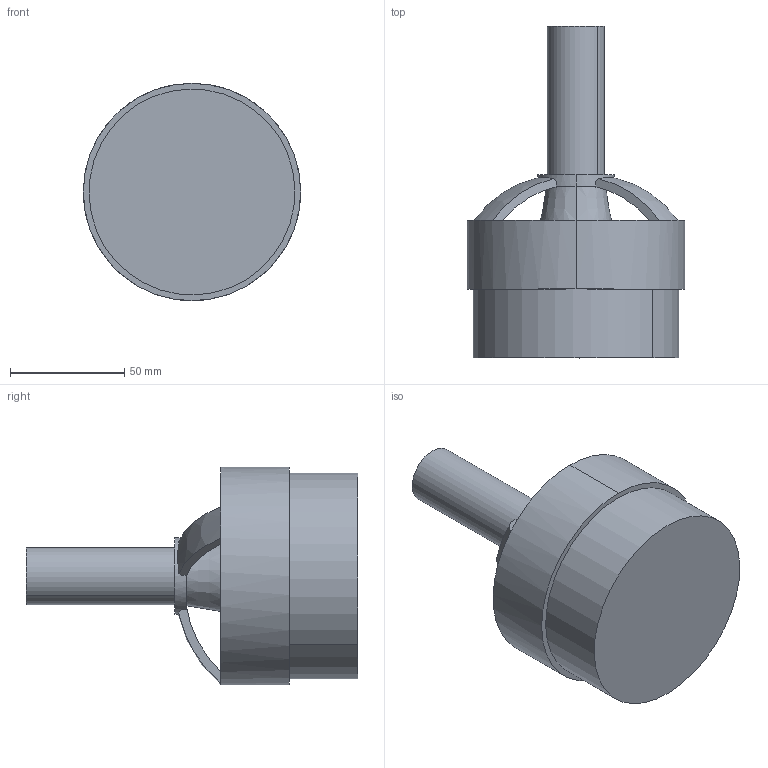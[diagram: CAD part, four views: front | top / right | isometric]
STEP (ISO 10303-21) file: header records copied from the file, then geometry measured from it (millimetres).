
FILE_DESCRIPTION (( 'STEP AP214' ), '1' );
FILE_NAME ('asmmoteur.STEP', '2021-04-03T08:51:22', ( '' ), ( '' ), 'SwSTEP 2.0', 'SolidWorks 2020', '' );
FILE_SCHEMA (( 'AUTOMOTIVE_DESIGN' ));
Length unit declared in the file: millimetre
Products named in the file (3): arbre long; creux; asmmoteur
Assembly tree (2 placements, depth 2):
  asmmoteur
    creux
    arbre long
Bounding box: 95 x 145 x 95 mm (x, y, z)
Volume: 447608.2 mm3; surface area: 77633.8 mm2
Topology: 2 solids, 2 shells, 45 faces, 113 edges, 70 vertices
Faces by surface type: plane 23, cylinder 14, bspline 6, cone 2
Entity records: 1624 total; most frequent: CARTESIAN_POINT 416, DIRECTION 256, ORIENTED_EDGE 226, EDGE_CURVE 113, AXIS2_PLACEMENT_3D 108, VERTEX_POINT 70, CIRCLE 64, EDGE_LOOP 51
